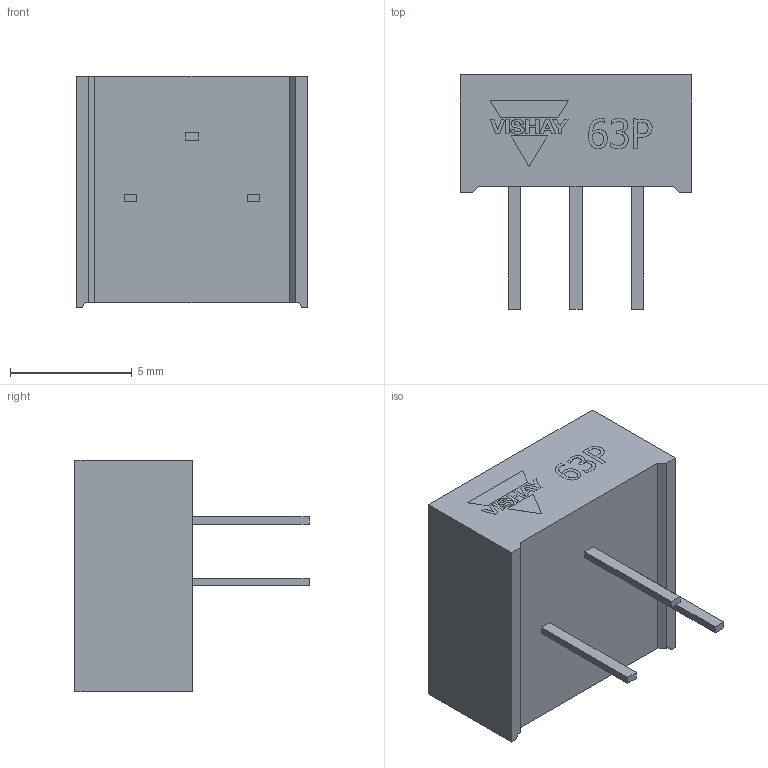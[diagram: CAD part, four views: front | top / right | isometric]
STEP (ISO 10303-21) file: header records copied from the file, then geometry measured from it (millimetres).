
FILE_DESCRIPTION(/* description */ ('Unknown'),/* implementation_level */ '2;1');
FILE_NAME(/* name */ 'M63P',/* time_stamp */ '2018-01-19T11:12:48+01:00',/* author */ ('Unknown'),/* organization */ ('Unknown'),/* preprocessor_version */ 'ST-DEVELOPER v16.7',/* originating_system */ 'DEX',/* authorisation */ $);
FILE_SCHEMA (('AUTOMOTIVE_DESIGN {1 0 10303 214 3 1 1}'));
Length unit declared in the file: millimetre
Products named in the file (1): Gabarit - M63
Bounding box: 9.52 x 9.61 x 9.52 mm (x, y, z)
Volume: 406.6 mm3; surface area: 430.4 mm2
Topology: 1 solids, 1 shells, 216 faces, 555 edges, 370 vertices
Faces by surface type: plane 182, bspline 28, cylinder 6
Full cylindrical faces by diameter (mm): 5 x1
Entity records: 9230 total; most frequent: CARTESIAN_POINT 3023, ORIENTED_EDGE 1108, DIRECTION 678, EDGE_CURVE 554, VERTEX_POINT 370, LINE 276, VECTOR 276, B_SPLINE_CURVE_WITH_KNOTS 266
